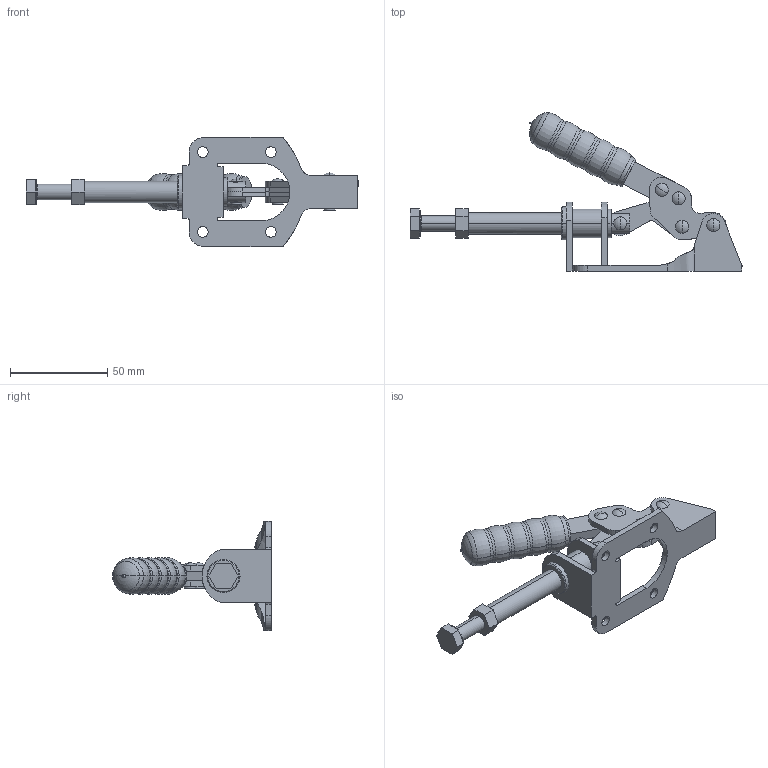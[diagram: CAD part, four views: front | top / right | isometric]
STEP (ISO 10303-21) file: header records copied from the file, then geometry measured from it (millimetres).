
FILE_DESCRIPTION (( 'STEP AP214' ), '1' );
FILE_NAME ('493790(GH-302-FM).STEP', '2019-01-14T08:16:02', ( 'LinWei' ), ( '' ), 'SwSTEP 2.0', 'SolidWorks 2016', '' );
FILE_SCHEMA (( 'AUTOMOTIVE_DESIGN' ));
Length unit declared in the file: millimetre
Products named in the file (5): Group1^493790(GH-302-FM); 493790(GH-302-FM); Group4^493790(GH-302-FM); Group3^493790(GH-302-FM); Group2^493790(GH-302-FM)
Assembly tree (4 placements, depth 2):
  493790(GH-302-FM)
    Group1^493790(GH-302-FM)
    Group2^493790(GH-302-FM)
    Group3^493790(GH-302-FM)
    Group4^493790(GH-302-FM)
Bounding box: 170.43 x 81.52 x 56 mm (x, y, z)
Volume: 50141.3 mm3; surface area: 27616 mm2
Topology: 4 solids, 4 shells, 254 faces, 637 edges, 403 vertices
Faces by surface type: cylinder 104, plane 100, torus 36, sphere 10, cone 4
Entity records: 8904 total; most frequent: CARTESIAN_POINT 1537, DIRECTION 1408, ORIENTED_EDGE 1270, EDGE_CURVE 635, AXIS2_PLACEMENT_3D 550, VERTEX_POINT 403, VECTOR 308, LINE 308
